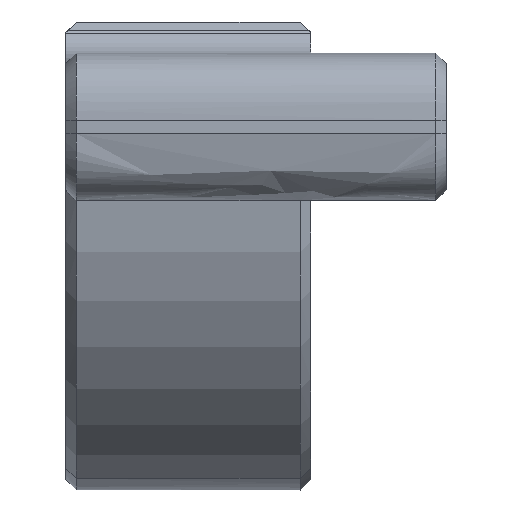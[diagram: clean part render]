
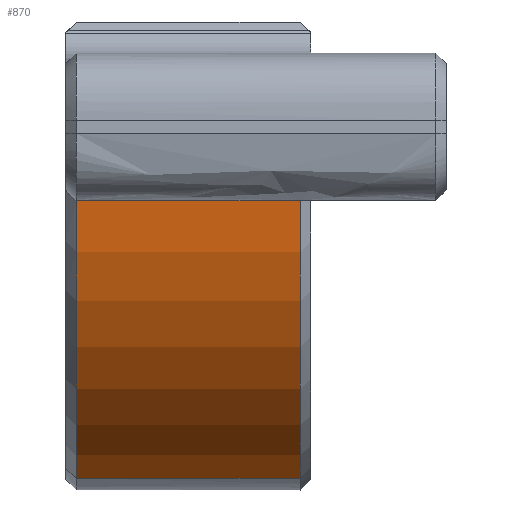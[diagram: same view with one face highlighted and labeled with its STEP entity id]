
A CAD part, front view. The second image highlights one B-rep face of the part: STEP entity #870.
In plain terms, the highlighted cylindrical face has radius 12.175 mm (diameter 24.35 mm), a partial arc.
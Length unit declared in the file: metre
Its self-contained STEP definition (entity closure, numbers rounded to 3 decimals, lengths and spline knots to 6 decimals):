
#15=CYLINDRICAL_SURFACE('',#936,0.012175);
#70=CIRCLE('',#937,0.012175);
#71=CIRCLE('',#938,0.012175);
#142=LINE('',#1695,#218);
#143=LINE('',#1700,#219);
#218=VECTOR('',#1087,1.);
#219=VECTOR('',#1090,1.);
#385=ORIENTED_EDGE('',*,*,#581,.T.);
#386=ORIENTED_EDGE('',*,*,#582,.F.);
#387=ORIENTED_EDGE('',*,*,#583,.T.);
#388=ORIENTED_EDGE('',*,*,#584,.T.);
#581=EDGE_CURVE('',#681,#682,#142,.T.);
#582=EDGE_CURVE('',#683,#682,#70,.T.);
#583=EDGE_CURVE('',#683,#684,#143,.T.);
#584=EDGE_CURVE('',#684,#681,#71,.T.);
#681=VERTEX_POINT('',#1696);
#682=VERTEX_POINT('',#1697);
#683=VERTEX_POINT('',#1699);
#684=VERTEX_POINT('',#1701);
#731=EDGE_LOOP('',(#385,#386,#387,#388));
#789=FACE_BOUND('',#731,.T.);
#870=ADVANCED_FACE('',(#789),#15,.T.);
#936=AXIS2_PLACEMENT_3D('',#1694,#1085,#1086);
#937=AXIS2_PLACEMENT_3D('',#1698,#1088,#1089);
#938=AXIS2_PLACEMENT_3D('',#1702,#1091,#1092);
#1085=DIRECTION('',(-1.,0.,0.));
#1086=DIRECTION('',(0.,0.,1.));
#1087=DIRECTION('',(1.,0.,0.));
#1088=DIRECTION('',(1.,0.,0.));
#1089=DIRECTION('',(0.,0.,-1.));
#1090=DIRECTION('',(-1.,0.,0.));
#1091=DIRECTION('',(1.,0.,0.));
#1092=DIRECTION('',(0.,0.,-1.));
#1694=CARTESIAN_POINT('',(0.04131,-0.059055,-0.038359));
#1695=CARTESIAN_POINT('',(0.031685,-0.063533,-0.049681));
#1696=CARTESIAN_POINT('',(0.02751,-0.063533,-0.049681));
#1697=CARTESIAN_POINT('',(0.03586,-0.063533,-0.049681));
#1698=CARTESIAN_POINT('',(0.03586,-0.059055,-0.038359));
#1699=CARTESIAN_POINT('',(0.03586,-0.071192,-0.039321));
#1700=CARTESIAN_POINT('',(0.04131,-0.071192,-0.039321));
#1701=CARTESIAN_POINT('',(0.02751,-0.071192,-0.039321));
#1702=CARTESIAN_POINT('',(0.02751,-0.059055,-0.038359));
